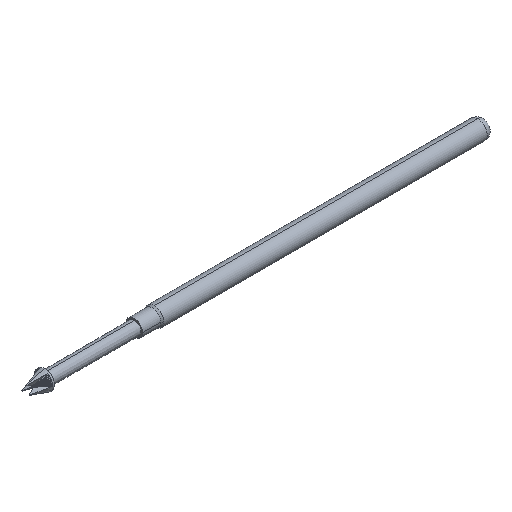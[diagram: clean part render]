
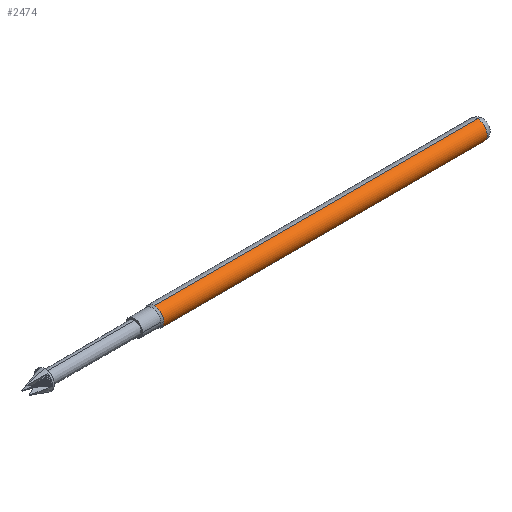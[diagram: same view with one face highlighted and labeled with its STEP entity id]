
A CAD part, isometric view. The second image highlights one B-rep face of the part: STEP entity #2474.
In plain terms, the highlighted cylindrical face has radius 0.683 mm (diameter 1.367 mm), a partial arc.
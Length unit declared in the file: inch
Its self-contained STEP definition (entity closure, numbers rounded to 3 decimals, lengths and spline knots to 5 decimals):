
#53 = DIRECTION ( 'NONE',  ( 0., 1., 0. ) ) ;
#67 = DIRECTION ( 'NONE',  ( 1., 0., 0. ) ) ;
#82 = CARTESIAN_POINT ( 'NONE',  ( 0.0565, 0., 0. ) ) ;
#305 = CARTESIAN_POINT ( 'NONE',  ( 0.9803, 0., 0. ) ) ;
#314 = DIRECTION ( 'NONE',  ( -1., 0., 0. ) ) ;
#328 = VECTOR ( 'NONE', #2938, 39.37008 ) ;
#551 = DIRECTION ( 'NONE',  ( -1., 0., 0. ) ) ;
#587 = ORIENTED_EDGE ( 'NONE', *, *, #1943, .F. ) ;
#666 = CARTESIAN_POINT ( 'NONE',  ( 0.9803, 0., -0.0269 ) ) ;
#716 = ORIENTED_EDGE ( 'NONE', *, *, #1012, .T. ) ;
#766 = EDGE_CURVE ( 'NONE', #1024, #3060, #1284, .T. ) ;
#782 = VERTEX_POINT ( 'NONE', #1829 ) ;
#1012 = EDGE_CURVE ( 'NONE', #3060, #782, #1911, .T. ) ;
#1024 = VERTEX_POINT ( 'NONE', #2488 ) ;
#1041 = ORIENTED_EDGE ( 'NONE', *, *, #2139, .T. ) ;
#1107 = AXIS2_PLACEMENT_3D ( 'NONE', #82, #67, #53 ) ;
#1130 = VERTEX_POINT ( 'NONE', #666 ) ;
#1240 = CARTESIAN_POINT ( 'NONE',  ( 1.0003, 0., 0. ) ) ;
#1284 = CIRCLE ( 'NONE', #2430, 0.0269 ) ;
#1497 = ORIENTED_EDGE ( 'NONE', *, *, #766, .T. ) ;
#1593 = CYLINDRICAL_SURFACE ( 'NONE', #2070, 0.0269 ) ;
#1730 = DIRECTION ( 'NONE',  ( -1., 0., 0. ) ) ;
#1754 = DIRECTION ( 'NONE',  ( 0., 1., 0. ) ) ;
#1763 = CARTESIAN_POINT ( 'NONE',  ( 1.0003, 0., -0.0269 ) ) ;
#1773 = DIRECTION ( 'NONE',  ( 1., 0., 0. ) ) ;
#1781 = CARTESIAN_POINT ( 'NONE',  ( 0.0565, 0., 0. ) ) ;
#1829 = CARTESIAN_POINT ( 'NONE',  ( 0.0565, 0., -0.0269 ) ) ;
#1888 = DIRECTION ( 'NONE',  ( 0., 0., 1. ) ) ;
#1893 = CARTESIAN_POINT ( 'NONE',  ( 0.9803, 0., 0.0269 ) ) ;
#1911 = CIRCLE ( 'NONE', #1107, 0.0269 ) ;
#1916 = FACE_OUTER_BOUND ( 'NONE', #2270, .T. ) ;
#1943 = EDGE_CURVE ( 'NONE', #1130, #782, #3158, .T. ) ;
#1967 = VERTEX_POINT ( 'NONE', #1893 ) ;
#2070 = AXIS2_PLACEMENT_3D ( 'NONE', #1240, #551, #1888 ) ;
#2077 = EDGE_CURVE ( 'NONE', #1967, #1024, #3095, .T. ) ;
#2105 = ORIENTED_EDGE ( 'NONE', *, *, #2077, .T. ) ;
#2112 = AXIS2_PLACEMENT_3D ( 'NONE', #305, #314, #2510 ) ;
#2139 = EDGE_CURVE ( 'NONE', #1130, #1967, #3016, .T. ) ;
#2270 = EDGE_LOOP ( 'NONE', ( #587, #1041, #2105, #1497, #716 ) ) ;
#2430 = AXIS2_PLACEMENT_3D ( 'NONE', #1781, #1773, #1754 ) ;
#2474 = ADVANCED_FACE ( 'NONE', ( #1916 ), #1593, .T. ) ;
#2488 = CARTESIAN_POINT ( 'NONE',  ( 0.0565, 0., 0.0269 ) ) ;
#2510 = DIRECTION ( 'NONE',  ( 0., 0., -1. ) ) ;
#2875 = CARTESIAN_POINT ( 'NONE',  ( 0.0565, -0.0269, 0. ) ) ;
#2938 = DIRECTION ( 'NONE',  ( -1., 0., 0. ) ) ;
#3016 = CIRCLE ( 'NONE', #2112, 0.0269 ) ;
#3017 = CARTESIAN_POINT ( 'NONE',  ( 1.0003, 0., 0.0269 ) ) ;
#3060 = VERTEX_POINT ( 'NONE', #2875 ) ;
#3095 = LINE ( 'NONE', #3017, #328 ) ;
#3154 = VECTOR ( 'NONE', #1730, 39.37008 ) ;
#3158 = LINE ( 'NONE', #1763, #3154 ) ;
